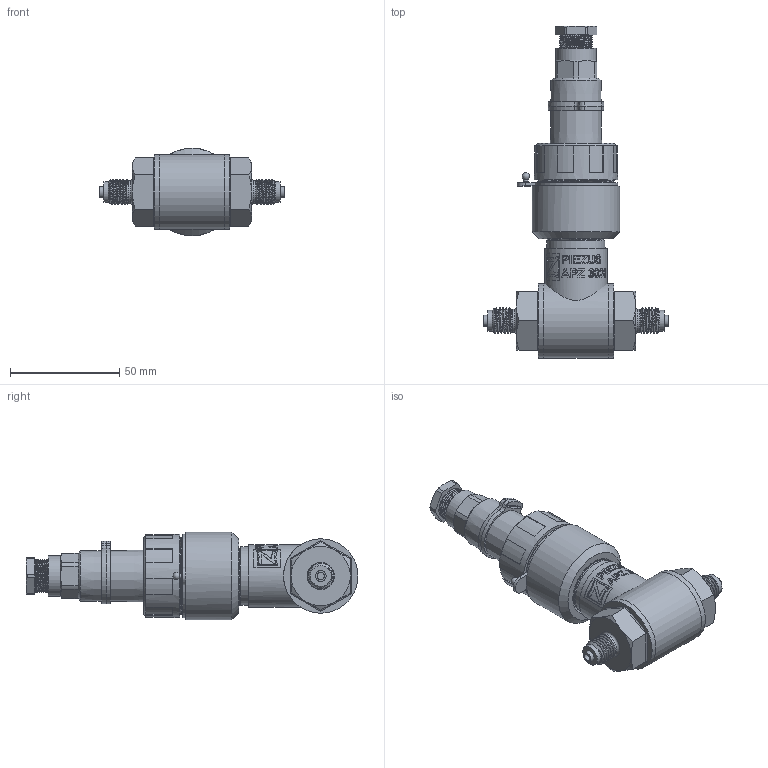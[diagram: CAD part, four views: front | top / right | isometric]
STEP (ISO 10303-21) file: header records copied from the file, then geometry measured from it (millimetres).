
FILE_DESCRIPTION(/* description */ (''),/* implementation_level */ '2;1');
FILE_NAME(/* name */ 'APZ3020_M12x1,5EN-axial_Buccaneer.step',/* time_stamp */ '2021-07-28T15:08:21+03:00',/* author */ (''),/* organization */ (''),/* preprocessor_version */ 'ST-DEVELOPER v18.1',/* originating_system */ 'Autodesk Translation Framework v10.9.0.1377',/* authorisation */ '');
FILE_SCHEMA (('AUTOMOTIVE_DESIGN { 1 0 10303 214 3 1 1 }'));
Length unit declared in the file: millimetre
Products named in the file (11): АПЗ 3020 - filled; M12x1,5 EN; shell; shell2; Buccaneer assembly v5; Bucaneer female v5; px0736-s; px0736-s_2; Bucaneer male v11; px0735-p; px0735-p_1
Assembly tree (10 placements, depth 5):
  АПЗ 3020 - filled
    M12x1,5 EN
    shell
    shell2
    Buccaneer assembly v5
      Bucaneer female v5
        px0736-s
          px0736-s_2
      Bucaneer male v11
        px0735-p
          px0735-p_1
Bounding box: 84.4 x 151.64 x 40 mm (x, y, z)
Volume: 110923.5 mm3; surface area: 61718.4 mm2
Topology: 14 solids, 18 shells, 1753 faces, 4798 edges, 3147 vertices
Faces by surface type: plane 1028, bspline 289, cylinder 276, cone 133, torus 16, sphere 11
Full cylindrical faces by diameter (mm): 2.03 x1, 2.413 x4, 2.439 x6, 2.459 x2, 2.464 x2, 2.87 x4, 3 x4, 3.3 x2, 3.302 x6, 3.734 x2, 4.1 x6, 4.19 x2, 4.47 x2, 5 x2, 8.255 x1, 9.5 x2, 9.53 x2, 10.137 x10, 10.5 x2, 11.85 x8, 11.938 x1, 12.09 x1, 13.716 x1, 13.741 x5, 14.021 x1, 14.884 x6, 15.062 x9, 16.61 x1, 17 x1, 18 x1
Entity records: 92313 total; most frequent: CARTESIAN_POINT 49784, ORIENTED_EDGE 9570, DIRECTION 7447, EDGE_CURVE 4785, VERTEX_POINT 3147, LINE 3029, VECTOR 3029, AXIS2_PLACEMENT_3D 2209
